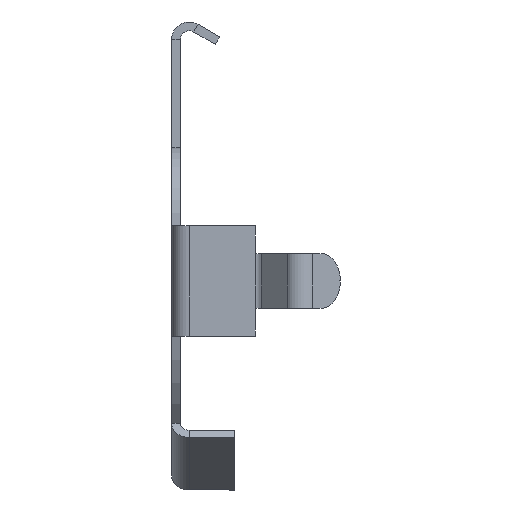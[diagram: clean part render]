
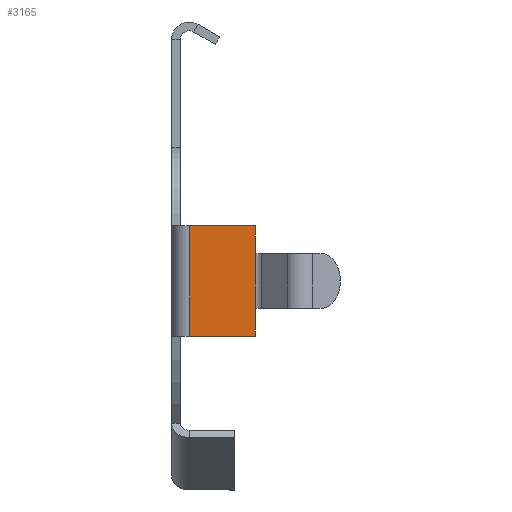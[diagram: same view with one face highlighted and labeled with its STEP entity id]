
A CAD part, left-side view. The second image highlights one B-rep face of the part: STEP entity #3165.
In plain terms, the highlighted planar face has unit normal (-1, 0, 0).
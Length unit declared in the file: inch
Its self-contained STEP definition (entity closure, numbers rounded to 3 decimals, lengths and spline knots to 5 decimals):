
#227 = VERTEX_POINT ( 'NONE', #3338 ) ;
#236 = DIRECTION ( 'NONE',  ( 0., -1., 0. ) ) ;
#251 = CARTESIAN_POINT ( 'NONE',  ( -0.26, 0., 0. ) ) ;
#315 = VERTEX_POINT ( 'NONE', #1671 ) ;
#328 = CARTESIAN_POINT ( 'NONE',  ( -0.26, -0.02, -0.2105 ) ) ;
#362 = ORIENTED_EDGE ( 'NONE', *, *, #713, .F. ) ;
#474 = CARTESIAN_POINT ( 'NONE',  ( -0.26, -0.01, -0.3355 ) ) ;
#512 = CARTESIAN_POINT ( 'NONE',  ( -0.26, -0.09488, -0.2105 ) ) ;
#623 = VECTOR ( 'NONE', #3006, 39.37008 ) ;
#694 = LINE ( 'NONE', #1174, #2868 ) ;
#713 = EDGE_CURVE ( 'NONE', #3292, #1741, #2973, .T. ) ;
#717 = VERTEX_POINT ( 'NONE', #1593 ) ;
#745 = ORIENTED_EDGE ( 'NONE', *, *, #2070, .F. ) ;
#758 = EDGE_CURVE ( 'NONE', #315, #227, #1201, .T. ) ;
#771 = DIRECTION ( 'NONE',  ( 0., 1., 0. ) ) ;
#909 = DIRECTION ( 'NONE',  ( 0., 0., 1. ) ) ;
#981 = ORIENTED_EDGE ( 'NONE', *, *, #2503, .F. ) ;
#1104 = DIRECTION ( 'NONE',  ( 0., 0., 1. ) ) ;
#1174 = CARTESIAN_POINT ( 'NONE',  ( -0.26, -0.09488, -0.3355 ) ) ;
#1201 = LINE ( 'NONE', #474, #3373 ) ;
#1207 = EDGE_CURVE ( 'NONE', #2434, #3292, #2431, .T. ) ;
#1359 = VECTOR ( 'NONE', #909, 39.37008 ) ;
#1525 = CARTESIAN_POINT ( 'NONE',  ( -0.26, -0.09488, -0.242 ) ) ;
#1593 = CARTESIAN_POINT ( 'NONE',  ( -0.26, -0.09488, -0.304 ) ) ;
#1643 = EDGE_LOOP ( 'NONE', ( #981, #2396, #2223, #745, #362, #3451 ) ) ;
#1671 = CARTESIAN_POINT ( 'NONE',  ( -0.26, -0.09488, -0.3355 ) ) ;
#1741 = VERTEX_POINT ( 'NONE', #1525 ) ;
#1838 = AXIS2_PLACEMENT_3D ( 'NONE', #251, #2808, #1104 ) ;
#1979 = DIRECTION ( 'NONE',  ( 0., 0., -1. ) ) ;
#2070 = EDGE_CURVE ( 'NONE', #1741, #717, #3527, .T. ) ;
#2113 = LINE ( 'NONE', #328, #1359 ) ;
#2116 = VECTOR ( 'NONE', #1979, 39.37008 ) ;
#2223 = ORIENTED_EDGE ( 'NONE', *, *, #2507, .F. ) ;
#2277 = CARTESIAN_POINT ( 'NONE',  ( -0.26, -0.02, -0.2105 ) ) ;
#2337 = VECTOR ( 'NONE', #236, 39.37008 ) ;
#2396 = ORIENTED_EDGE ( 'NONE', *, *, #758, .F. ) ;
#2431 = LINE ( 'NONE', #512, #2337 ) ;
#2434 = VERTEX_POINT ( 'NONE', #2277 ) ;
#2503 = EDGE_CURVE ( 'NONE', #227, #2434, #2113, .T. ) ;
#2507 = EDGE_CURVE ( 'NONE', #717, #315, #694, .T. ) ;
#2587 = FACE_OUTER_BOUND ( 'NONE', #1643, .T. ) ;
#2588 = CARTESIAN_POINT ( 'NONE',  ( -0.26, -0.09488, -0.2105 ) ) ;
#2808 = DIRECTION ( 'NONE',  ( 1., 0., 0. ) ) ;
#2868 = VECTOR ( 'NONE', #2880, 39.37008 ) ;
#2880 = DIRECTION ( 'NONE',  ( 0., 0., -1. ) ) ;
#2973 = LINE ( 'NONE', #3274, #623 ) ;
#3006 = DIRECTION ( 'NONE',  ( 0., 0., -1. ) ) ;
#3165 = ADVANCED_FACE ( 'NONE', ( #2587 ), #3360, .F. ) ;
#3274 = CARTESIAN_POINT ( 'NONE',  ( -0.26, -0.09488, -0.3355 ) ) ;
#3292 = VERTEX_POINT ( 'NONE', #2588 ) ;
#3338 = CARTESIAN_POINT ( 'NONE',  ( -0.26, -0.02, -0.3355 ) ) ;
#3360 = PLANE ( 'NONE',  #1838 ) ;
#3373 = VECTOR ( 'NONE', #771, 39.37008 ) ;
#3451 = ORIENTED_EDGE ( 'NONE', *, *, #1207, .F. ) ;
#3527 = LINE ( 'NONE', #3666, #2116 ) ;
#3666 = CARTESIAN_POINT ( 'NONE',  ( -0.26, -0.09488, -0.242 ) ) ;
